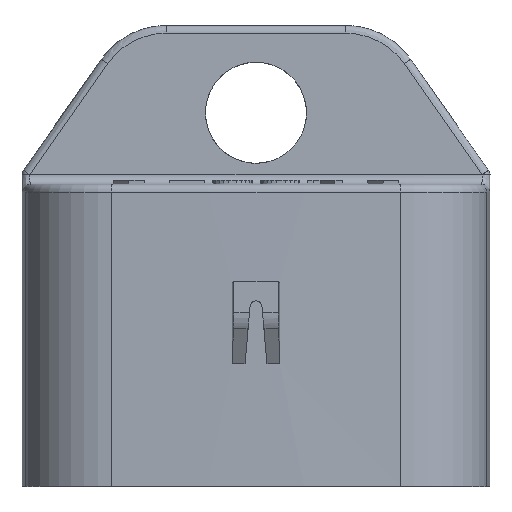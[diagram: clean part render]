
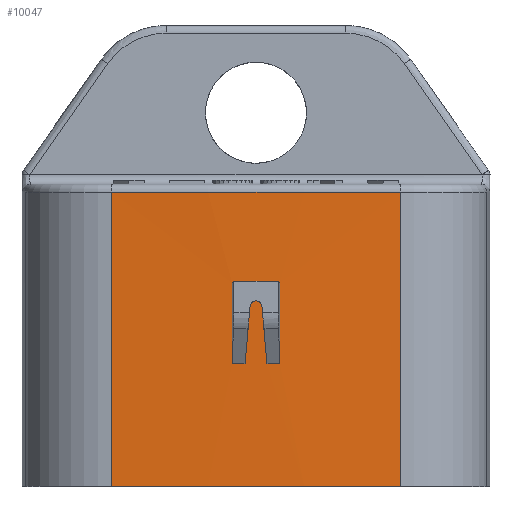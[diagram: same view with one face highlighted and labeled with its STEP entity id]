
A CAD part, top view. The second image highlights one B-rep face of the part: STEP entity #10047.
In plain terms, the highlighted cylindrical face has radius 203.793 mm (diameter 407.586 mm), a partial arc.
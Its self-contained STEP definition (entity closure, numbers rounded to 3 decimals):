
#41=CARTESIAN_POINT('',(0.,-19.25,-194.825));
#42=DIRECTION('',(0.,1.,0.));
#43=DIRECTION('',(-0.045,0.,0.999));
#44=AXIS2_PLACEMENT_3D('',#41,#42,#43);
#1476=DIRECTION('',(0.,-1.,0.));
#1477=VECTOR('',#1476,18.5);
#1478=CARTESIAN_POINT('',(-9.073,-0.75,8.766));
#1479=LINE('',#1478,#1477);
#2442=DIRECTION('',(0.,-1.,0.));
#2443=VECTOR('',#2442,5.064);
#2444=CARTESIAN_POINT('',(-1.5,-6.485,
8.963));
#2445=LINE('',#2444,#2443);
#2446=CARTESIAN_POINT('',(-1.5,-11.549,
8.963));
#2447=CARTESIAN_POINT('',(-1.23,-11.545,
8.965));
#2448=CARTESIAN_POINT('',(-0.96,-11.543,
8.966));
#2449=CARTESIAN_POINT('',(-0.69,-11.541,
8.967));
#2451=CARTESIAN_POINT('',(-0.69,-11.541,
8.967));
#2452=CARTESIAN_POINT('',(-0.585,-10.342,
8.967));
#2453=CARTESIAN_POINT('',(-0.48,-9.143,
8.968));
#2454=CARTESIAN_POINT('',(-0.375,-7.944,8.968));
#2456=CARTESIAN_POINT('',(0.375,-7.944,
8.968));
#2457=CARTESIAN_POINT('',(0.48,-9.143,
8.968));
#2458=CARTESIAN_POINT('',(0.585,-10.342,
8.967));
#2459=CARTESIAN_POINT('',(0.69,-11.541,
8.967));
#2461=CARTESIAN_POINT('',(0.69,-11.541,
8.967));
#2462=CARTESIAN_POINT('',(0.96,-11.543,
8.966));
#2463=CARTESIAN_POINT('',(1.23,-11.545,8.965));
#2464=CARTESIAN_POINT('',(1.5,-11.549,8.963));
#2466=DIRECTION('',(0.,1.,0.));
#2467=VECTOR('',#2466,5.064);
#2468=CARTESIAN_POINT('',(1.5,-11.549,8.963));
#2469=LINE('',#2468,#2467);
#2470=CARTESIAN_POINT('',(1.5,-6.485,8.963));
#2471=CARTESIAN_POINT('',(0.5,-6.484,
8.97));
#2472=CARTESIAN_POINT('',(-0.5,-6.484,
8.97));
#2473=CARTESIAN_POINT('',(-1.5,-6.485,
8.963));
#2475=CARTESIAN_POINT('',(0.,-0.75,-194.825));
#2476=DIRECTION('',(0.,-1.,0.));
#2477=DIRECTION('',(0.045,0.,0.999));
#2478=AXIS2_PLACEMENT_3D('',#2475,#2476,#2477);
#2480=DIRECTION('',(0.,-1.,0.));
#2481=VECTOR('',#2480,18.5);
#2482=CARTESIAN_POINT('',(9.073,-0.75,8.766));
#2483=LINE('',#2482,#2481);
#2538=CARTESIAN_POINT('',(0.375,-7.944,
8.968));
#2539=CARTESIAN_POINT('',(0.371,-7.903,
8.968));
#2540=CARTESIAN_POINT('',(0.351,-7.822,
8.968));
#2541=CARTESIAN_POINT('',(0.28,-7.715,
8.968));
#2542=CARTESIAN_POINT('',(0.183,-7.64,
8.968));
#2543=CARTESIAN_POINT('',(0.061,-7.598,
8.968));
#2544=CARTESIAN_POINT('',(-0.061,-7.598,
8.968));
#2545=CARTESIAN_POINT('',(-0.183,-7.64,
8.968));
#2546=CARTESIAN_POINT('',(-0.28,-7.715,
8.968));
#2547=CARTESIAN_POINT('',(-0.351,-7.822,
8.968));
#2548=CARTESIAN_POINT('',(-0.371,-7.903,
8.968));
#2549=CARTESIAN_POINT('',(-0.375,-7.944,8.968));
#6210=CARTESIAN_POINT('',(-9.073,-19.25,8.766));
#6211=CARTESIAN_POINT('',(9.073,-19.25,8.766));
#6212=VERTEX_POINT('',#6210);
#6213=VERTEX_POINT('',#6211);
#6214=CARTESIAN_POINT('',(-1.5,-6.485,
8.963));
#6215=CARTESIAN_POINT('',(-1.5,-11.549,
8.963));
#6216=VERTEX_POINT('',#6214);
#6217=VERTEX_POINT('',#6215);
#6218=VERTEX_POINT('',#2449);
#6219=VERTEX_POINT('',#2454);
#6220=VERTEX_POINT('',#2538);
#6221=VERTEX_POINT('',#2459);
#6222=VERTEX_POINT('',#2464);
#6223=CARTESIAN_POINT('',(1.5,-6.485,8.963));
#6224=VERTEX_POINT('',#6223);
#6667=CARTESIAN_POINT('',(-9.073,-0.75,8.766));
#6668=VERTEX_POINT('',#6667);
#6671=CARTESIAN_POINT('',(9.073,-0.75,8.766));
#6672=VERTEX_POINT('',#6671);
#10017=CARTESIAN_POINT('',(0.,-4.2,-194.825));
#10018=DIRECTION('',(0.,1.,0.));
#10019=DIRECTION('',(1.,0.,0.));
#10020=AXIS2_PLACEMENT_3D('',#10017,#10018,#10019);
#10021=CYLINDRICAL_SURFACE('',#10020,203.793);
#10023=ORIENTED_EDGE('',*,*,#10022,.F.);
#10024=ORIENTED_EDGE('',*,*,#10012,.T.);
#10025=ORIENTED_EDGE('',*,*,#7251,.F.);
#10026=ORIENTED_EDGE('',*,*,#9380,.F.);
#10027=EDGE_LOOP('',(#10023,#10024,#10025,#10026));
#10028=FACE_OUTER_BOUND('',#10027,.F.);
#10030=ORIENTED_EDGE('',*,*,#10029,.T.);
#10032=ORIENTED_EDGE('',*,*,#10031,.T.);
#10034=ORIENTED_EDGE('',*,*,#10033,.T.);
#10036=ORIENTED_EDGE('',*,*,#10035,.F.);
#10038=ORIENTED_EDGE('',*,*,#10037,.T.);
#10040=ORIENTED_EDGE('',*,*,#10039,.T.);
#10042=ORIENTED_EDGE('',*,*,#10041,.T.);
#10044=ORIENTED_EDGE('',*,*,#10043,.T.);
#10045=EDGE_LOOP('',(#10030,#10032,#10034,#10036,#10038,#10040,#10042,#10044));
#10046=FACE_BOUND('',#10045,.F.);
#10047=ADVANCED_FACE('',(#10028,#10046),#10021,.T.);
#45=CIRCLE('',#44,203.793);
#2450=B_SPLINE_CURVE_WITH_KNOTS('',3,(#2446,#2447,#2448,#2449),.UNSPECIFIED.,
.F.,.F.,(4,4),(0.,1.),.UNSPECIFIED.);
#2455=B_SPLINE_CURVE_WITH_KNOTS('',3,(#2451,#2452,#2453,#2454),.UNSPECIFIED.,
.F.,.F.,(4,4),(0.,1.),.UNSPECIFIED.);
#2460=B_SPLINE_CURVE_WITH_KNOTS('',3,(#2456,#2457,#2458,#2459),.UNSPECIFIED.,
.F.,.F.,(4,4),(0.,1.),.UNSPECIFIED.);
#2465=B_SPLINE_CURVE_WITH_KNOTS('',3,(#2461,#2462,#2463,#2464),.UNSPECIFIED.,
.F.,.F.,(4,4),(0.,1.),.UNSPECIFIED.);
#2474=B_SPLINE_CURVE_WITH_KNOTS('',3,(#2470,#2471,#2472,#2473),.UNSPECIFIED.,
.F.,.F.,(4,4),(0.,1.),.UNSPECIFIED.);
#2479=CIRCLE('',#2478,203.793);
#2550=B_SPLINE_CURVE_WITH_KNOTS('',3,(#2538,#2539,#2540,#2541,#2542,#2543,#2544,
#2545,#2546,#2547,#2548,#2549),.UNSPECIFIED.,.F.,.F.,(4,1,1,1,1,1,1,1,1,4),
(0.,0.111,0.222,0.333,0.444,
0.556,0.667,0.778,0.889,1.),
.UNSPECIFIED.);
#7251=EDGE_CURVE('',#6212,#6213,#45,.T.);
#9380=EDGE_CURVE('',#6668,#6212,#1479,.T.);
#10012=EDGE_CURVE('',#6672,#6213,#2483,.T.);
#10022=EDGE_CURVE('',#6672,#6668,#2479,.T.);
#10029=EDGE_CURVE('',#6216,#6217,#2445,.T.);
#10031=EDGE_CURVE('',#6217,#6218,#2450,.T.);
#10033=EDGE_CURVE('',#6218,#6219,#2455,.T.);
#10035=EDGE_CURVE('',#6220,#6219,#2550,.T.);
#10037=EDGE_CURVE('',#6220,#6221,#2460,.T.);
#10039=EDGE_CURVE('',#6221,#6222,#2465,.T.);
#10041=EDGE_CURVE('',#6222,#6224,#2469,.T.);
#10043=EDGE_CURVE('',#6224,#6216,#2474,.T.);
